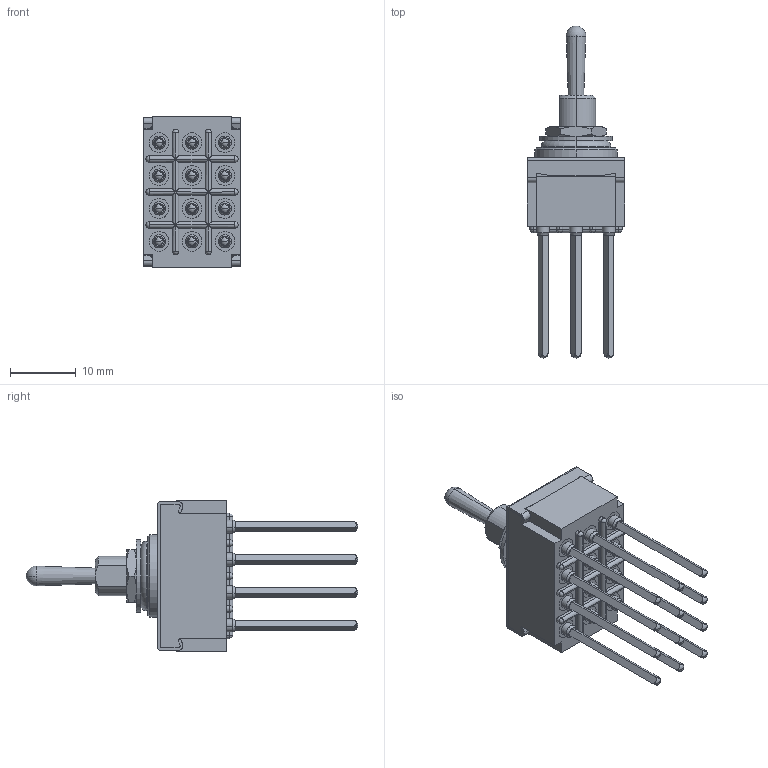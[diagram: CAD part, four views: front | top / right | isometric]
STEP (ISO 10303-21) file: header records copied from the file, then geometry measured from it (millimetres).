
FILE_DESCRIPTION (( 'STEP AP203' ), '1' );
FILE_NAME ('F4WP04.STEP', '2020-03-12T05:17:19', ( '' ), ( '' ), 'SwSTEP 2.0', 'SolidWorks 2018', '' );
FILE_SCHEMA (( 'CONFIG_CONTROL_DESIGN' ));
Length unit declared in the file: millimetre
Products named in the file (9): 上組 スリーブ組 防水トグル (Fシリーズ); F4WP04; 9801 0342 20(ナット)model; 端子 4 (Fシリーズ); 6061 0076 20(パッキン Fシリーズ); 僼儗乕儉4嬌 (F僔儕乕僘); ケース4極 (Fシリーズ); 壓慻 4嬌 4抂巕 (F僔儕乕僘); 9803 0344 20(L儚僢僔儍乕)model
Assembly tree (19 placements, depth 3):
  F4WP04
    上組 スリーブ組 防水トグル (Fシリーズ)
    9803 0344 20(L儚僢僔儍乕)model
    9801 0342 20(ナット)model
    壓慻 4嬌 4抂巕 (F僔儕乕僘)
      ケース4極 (Fシリーズ)
      端子 4 (Fシリーズ)  x12
      僼儗乕儉4嬌 (F僔儕乕僘)
    6061 0076 20(パッキン Fシリーズ)
Bounding box: 14.8 x 50.4 x 23 mm (x, y, z)
Volume: 4352.7 mm3; surface area: 4784.3 mm2
Topology: 18 solids, 26 shells, 584 faces, 1277 edges, 737 vertices
Faces by surface type: plane 284, cylinder 184, cone 45, sphere 38, torus 33
Entity records: 12277 total; most frequent: CARTESIAN_POINT 2166, DIRECTION 1958, ORIENTED_EDGE 1772, EDGE_CURVE 886, AXIS2_PLACEMENT_3D 733, VERTEX_POINT 547, LINE 492, VECTOR 492
